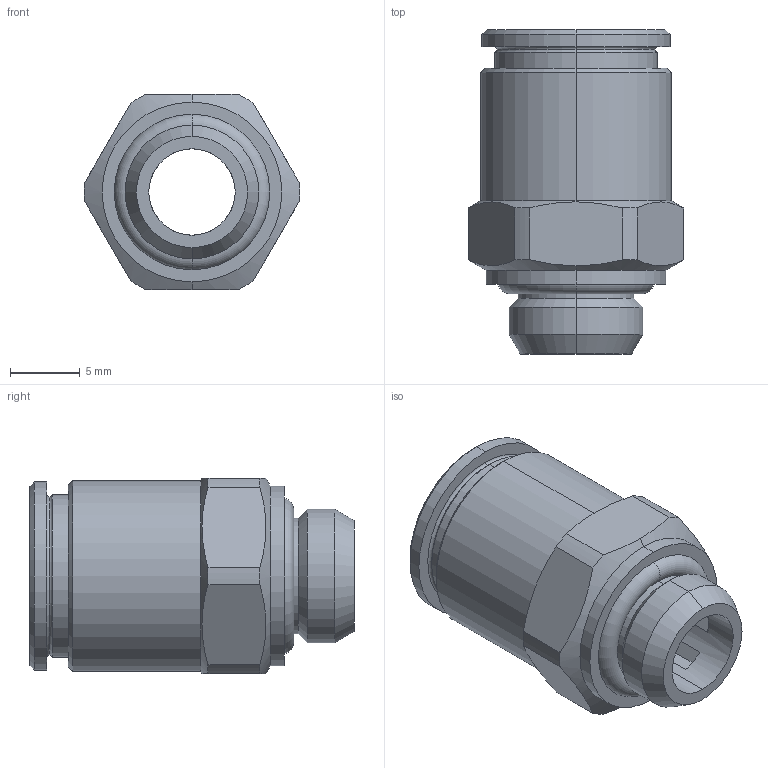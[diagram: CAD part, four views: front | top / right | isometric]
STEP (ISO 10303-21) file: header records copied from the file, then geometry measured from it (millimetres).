
FILE_DESCRIPTION (( 'STEP AP203' ), '1' );
FILE_NAME ('X0020041.STEP', '2010-09-21T09:21:16', ( '' ), ( 'sopra-pneumatic' ), 'SwSTEP 2.0', 'SolidWorks 2009', '' );
FILE_SCHEMA (( 'CONFIG_CONTROL_DESIGN' ));
Length unit declared in the file: millimetre
Products named in the file (1): X0020041
Bounding box: 15.49 x 23.25 x 14 mm (x, y, z)
Volume: 1965.2 mm3; surface area: 1808.9 mm2
Topology: 1 solids, 1 shells, 71 faces, 174 edges, 108 vertices
Faces by surface type: plane 29, cylinder 22, cone 14, torus 6
Entity records: 2255 total; most frequent: CARTESIAN_POINT 494, DIRECTION 364, ORIENTED_EDGE 348, EDGE_CURVE 174, AXIS2_PLACEMENT_3D 146, VERTEX_POINT 108, EDGE_LOOP 76, CIRCLE 74
